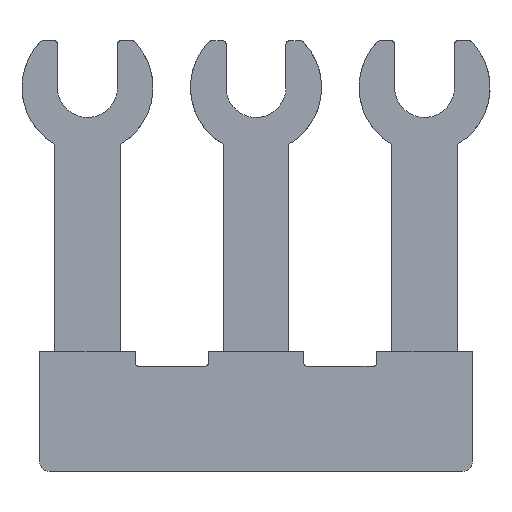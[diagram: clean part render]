
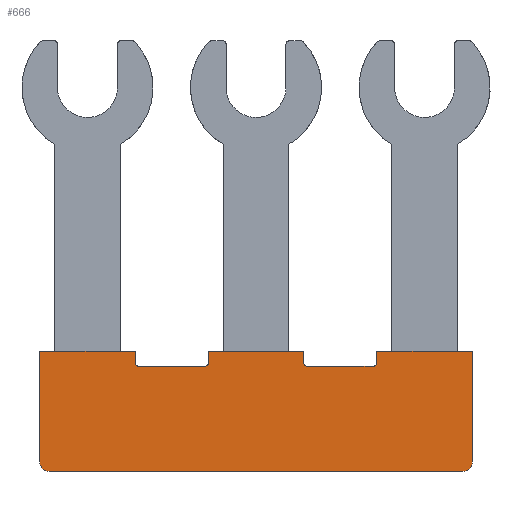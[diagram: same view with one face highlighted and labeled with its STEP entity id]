
A CAD part, front view. The second image highlights one B-rep face of the part: STEP entity #666.
In plain terms, the highlighted planar face has unit normal (0, -1, 0).
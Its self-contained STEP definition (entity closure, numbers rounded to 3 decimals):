
#257=AXIS2_PLACEMENT_3D('Circle Axis2P3D',#255,#256,$) ;
#288=AXIS2_PLACEMENT_3D('Circle Axis2P3D',#286,#287,$) ;
#377=AXIS2_PLACEMENT_3D('Circle Axis2P3D',#375,#376,$) ;
#425=AXIS2_PLACEMENT_3D('Circle Axis2P3D',#423,#424,$) ;
#516=AXIS2_PLACEMENT_3D('Circle Axis2P3D',#514,#515,$) ;
#564=AXIS2_PLACEMENT_3D('Circle Axis2P3D',#562,#563,$) ;
#644=AXIS2_PLACEMENT_3D('Plane Axis2P3D',#641,#642,#643) ;
#228=CARTESIAN_POINT('Vertex',(23.55,0.,0.)) ;
#231=CARTESIAN_POINT('Line Origine',(12.5,0.,0.)) ;
#235=CARTESIAN_POINT('Vertex',(1.45,0.,0.)) ;
#255=CARTESIAN_POINT('Axis2P3D Location',(23.55,0.,0.5)) ;
#259=CARTESIAN_POINT('Vertex',(24.05,0.,0.5)) ;
#283=CARTESIAN_POINT('Vertex',(0.95,0.,0.5)) ;
#286=CARTESIAN_POINT('Axis2P3D Location',(1.45,0.,0.5)) ;
#303=CARTESIAN_POINT('Line Origine',(0.95,0.,3.45)) ;
#307=CARTESIAN_POINT('Vertex',(0.95,0.,6.4)) ;
#327=CARTESIAN_POINT('Line Origine',(3.5,0.,6.4)) ;
#331=CARTESIAN_POINT('Vertex',(6.05,0.,6.4)) ;
#351=CARTESIAN_POINT('Line Origine',(6.05,0.,6.1)) ;
#355=CARTESIAN_POINT('Vertex',(6.05,0.,5.8)) ;
#375=CARTESIAN_POINT('Axis2P3D Location',(6.25,0.,5.8)) ;
#379=CARTESIAN_POINT('Vertex',(6.25,0.,5.6)) ;
#399=CARTESIAN_POINT('Line Origine',(8.,0.,5.6)) ;
#403=CARTESIAN_POINT('Vertex',(9.75,0.,5.6)) ;
#423=CARTESIAN_POINT('Axis2P3D Location',(9.75,0.,5.8)) ;
#427=CARTESIAN_POINT('Vertex',(9.95,0.,5.8)) ;
#447=CARTESIAN_POINT('Line Origine',(9.95,0.,6.1)) ;
#451=CARTESIAN_POINT('Vertex',(9.95,0.,6.4)) ;
#466=CARTESIAN_POINT('Line Origine',(12.5,0.,6.4)) ;
#470=CARTESIAN_POINT('Vertex',(15.05,0.,6.4)) ;
#490=CARTESIAN_POINT('Line Origine',(15.05,0.,6.1)) ;
#494=CARTESIAN_POINT('Vertex',(15.05,0.,5.8)) ;
#514=CARTESIAN_POINT('Axis2P3D Location',(15.25,0.,5.8)) ;
#518=CARTESIAN_POINT('Vertex',(15.25,0.,5.6)) ;
#538=CARTESIAN_POINT('Line Origine',(17.,0.,5.6)) ;
#542=CARTESIAN_POINT('Vertex',(18.75,0.,5.6)) ;
#562=CARTESIAN_POINT('Axis2P3D Location',(18.75,0.,5.8)) ;
#566=CARTESIAN_POINT('Vertex',(18.95,0.,5.8)) ;
#586=CARTESIAN_POINT('Line Origine',(18.95,0.,6.1)) ;
#590=CARTESIAN_POINT('Vertex',(18.95,0.,6.4)) ;
#605=CARTESIAN_POINT('Line Origine',(21.5,0.,6.4)) ;
#609=CARTESIAN_POINT('Vertex',(24.05,0.,6.4)) ;
#629=CARTESIAN_POINT('Line Origine',(24.05,0.,3.45)) ;
#641=CARTESIAN_POINT('Axis2P3D Location',(17.,0.,3.2)) ;
#232=DIRECTION('Vector Direction',(-1.,0.,0.)) ;
#256=DIRECTION('Axis2P3D Direction',(0.,-1.,0.)) ;
#287=DIRECTION('Axis2P3D Direction',(0.,-1.,0.)) ;
#304=DIRECTION('Vector Direction',(0.,0.,1.)) ;
#328=DIRECTION('Vector Direction',(1.,0.,0.)) ;
#352=DIRECTION('Vector Direction',(0.,0.,-1.)) ;
#376=DIRECTION('Axis2P3D Direction',(0.,1.,0.)) ;
#400=DIRECTION('Vector Direction',(1.,0.,0.)) ;
#424=DIRECTION('Axis2P3D Direction',(0.,1.,0.)) ;
#448=DIRECTION('Vector Direction',(0.,0.,1.)) ;
#467=DIRECTION('Vector Direction',(1.,0.,0.)) ;
#491=DIRECTION('Vector Direction',(0.,0.,-1.)) ;
#515=DIRECTION('Axis2P3D Direction',(0.,1.,0.)) ;
#539=DIRECTION('Vector Direction',(1.,0.,0.)) ;
#563=DIRECTION('Axis2P3D Direction',(0.,1.,0.)) ;
#587=DIRECTION('Vector Direction',(0.,0.,1.)) ;
#606=DIRECTION('Vector Direction',(1.,0.,0.)) ;
#630=DIRECTION('Vector Direction',(0.,0.,-1.)) ;
#642=DIRECTION('Axis2P3D Direction',(0.,1.,0.)) ;
#643=DIRECTION('Axis2P3D XDirection',(0.,0.,1.)) ;
#233=VECTOR('Line Direction',#232,1.) ;
#305=VECTOR('Line Direction',#304,1.) ;
#329=VECTOR('Line Direction',#328,1.) ;
#353=VECTOR('Line Direction',#352,1.) ;
#401=VECTOR('Line Direction',#400,1.) ;
#449=VECTOR('Line Direction',#448,1.) ;
#468=VECTOR('Line Direction',#467,1.) ;
#492=VECTOR('Line Direction',#491,1.) ;
#540=VECTOR('Line Direction',#539,1.) ;
#588=VECTOR('Line Direction',#587,1.) ;
#607=VECTOR('Line Direction',#606,1.) ;
#631=VECTOR('Line Direction',#630,1.) ;
#647=ORIENTED_EDGE('',*,*,#261,.F.) ;
#648=ORIENTED_EDGE('',*,*,#633,.F.) ;
#649=ORIENTED_EDGE('',*,*,#611,.F.) ;
#650=ORIENTED_EDGE('',*,*,#592,.F.) ;
#651=ORIENTED_EDGE('',*,*,#568,.T.) ;
#652=ORIENTED_EDGE('',*,*,#544,.F.) ;
#653=ORIENTED_EDGE('',*,*,#520,.T.) ;
#654=ORIENTED_EDGE('',*,*,#496,.F.) ;
#655=ORIENTED_EDGE('',*,*,#472,.F.) ;
#656=ORIENTED_EDGE('',*,*,#453,.F.) ;
#657=ORIENTED_EDGE('',*,*,#429,.T.) ;
#658=ORIENTED_EDGE('',*,*,#405,.F.) ;
#659=ORIENTED_EDGE('',*,*,#381,.T.) ;
#660=ORIENTED_EDGE('',*,*,#357,.F.) ;
#661=ORIENTED_EDGE('',*,*,#333,.F.) ;
#662=ORIENTED_EDGE('',*,*,#309,.F.) ;
#663=ORIENTED_EDGE('',*,*,#290,.T.) ;
#664=ORIENTED_EDGE('',*,*,#237,.F.) ;
#666=ADVANCED_FACE('CBS3U 4 way fork type Shorting link -plastic',(#665),#645,.F.) ;
#258=CIRCLE('generated circle',#257,0.5) ;
#289=CIRCLE('generated circle',#288,0.5) ;
#378=CIRCLE('generated circle',#377,0.2) ;
#426=CIRCLE('generated circle',#425,0.2) ;
#517=CIRCLE('generated circle',#516,0.2) ;
#565=CIRCLE('generated circle',#564,0.2) ;
#237=EDGE_CURVE('',#229,#236,#234,.T.) ;
#261=EDGE_CURVE('',#260,#229,#258,.F.) ;
#290=EDGE_CURVE('',#284,#236,#289,.T.) ;
#309=EDGE_CURVE('',#284,#308,#306,.T.) ;
#333=EDGE_CURVE('',#308,#332,#330,.T.) ;
#357=EDGE_CURVE('',#332,#356,#354,.T.) ;
#381=EDGE_CURVE('',#380,#356,#378,.T.) ;
#405=EDGE_CURVE('',#380,#404,#402,.T.) ;
#429=EDGE_CURVE('',#428,#404,#426,.T.) ;
#453=EDGE_CURVE('',#428,#452,#450,.T.) ;
#472=EDGE_CURVE('',#452,#471,#469,.T.) ;
#496=EDGE_CURVE('',#471,#495,#493,.T.) ;
#520=EDGE_CURVE('',#519,#495,#517,.T.) ;
#544=EDGE_CURVE('',#519,#543,#541,.T.) ;
#568=EDGE_CURVE('',#567,#543,#565,.T.) ;
#592=EDGE_CURVE('',#567,#591,#589,.T.) ;
#611=EDGE_CURVE('',#591,#610,#608,.T.) ;
#633=EDGE_CURVE('',#610,#260,#632,.T.) ;
#646=EDGE_LOOP('',(#647,#648,#649,#650,#651,#652,#653,#654,#655,#656,#657,#658,#659,#660,#661,#662,#663,#664)) ;
#665=FACE_OUTER_BOUND('',#646,.T.) ;
#234=LINE('Line',#231,#233) ;
#306=LINE('Line',#303,#305) ;
#330=LINE('Line',#327,#329) ;
#354=LINE('Line',#351,#353) ;
#402=LINE('Line',#399,#401) ;
#450=LINE('Line',#447,#449) ;
#469=LINE('Line',#466,#468) ;
#493=LINE('Line',#490,#492) ;
#541=LINE('Line',#538,#540) ;
#589=LINE('Line',#586,#588) ;
#608=LINE('Line',#605,#607) ;
#632=LINE('Line',#629,#631) ;
#645=PLANE('',#644) ;
#229=VERTEX_POINT('',#228) ;
#236=VERTEX_POINT('',#235) ;
#260=VERTEX_POINT('',#259) ;
#284=VERTEX_POINT('',#283) ;
#308=VERTEX_POINT('',#307) ;
#332=VERTEX_POINT('',#331) ;
#356=VERTEX_POINT('',#355) ;
#380=VERTEX_POINT('',#379) ;
#404=VERTEX_POINT('',#403) ;
#428=VERTEX_POINT('',#427) ;
#452=VERTEX_POINT('',#451) ;
#471=VERTEX_POINT('',#470) ;
#495=VERTEX_POINT('',#494) ;
#519=VERTEX_POINT('',#518) ;
#543=VERTEX_POINT('',#542) ;
#567=VERTEX_POINT('',#566) ;
#591=VERTEX_POINT('',#590) ;
#610=VERTEX_POINT('',#609) ;
